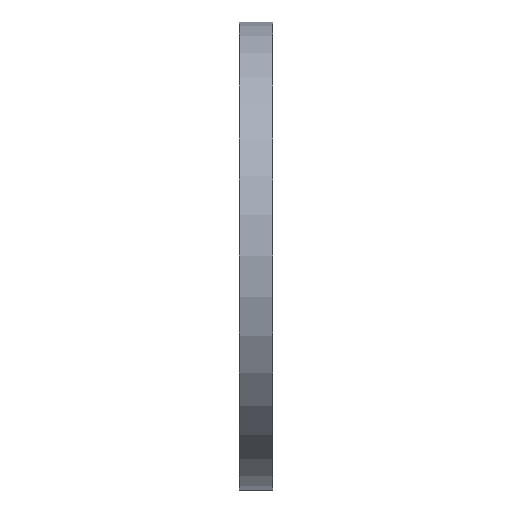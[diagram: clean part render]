
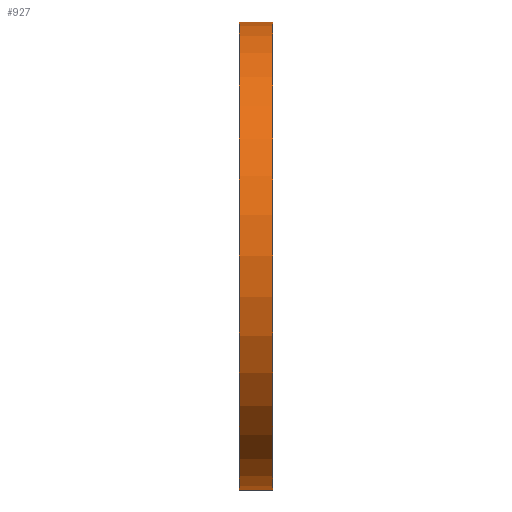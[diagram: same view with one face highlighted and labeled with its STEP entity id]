
A CAD part, left-side view. The second image highlights one B-rep face of the part: STEP entity #927.
In plain terms, the highlighted cylindrical face has radius 50 mm (diameter 100 mm), a partial arc.
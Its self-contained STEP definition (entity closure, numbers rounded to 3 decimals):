
#13 = FACE_OUTER_BOUND ( 'NONE', #1363, .T. ) ;
#120 = AXIS2_PLACEMENT_3D ( 'NONE', #668, #1053, #1178 ) ;
#226 = ORIENTED_EDGE ( 'NONE', *, *, #1117, .T. ) ;
#240 = CARTESIAN_POINT ( 'NONE',  ( 0., 7.25, 0. ) ) ;
#242 = DIRECTION ( 'NONE',  ( 0., 1., 0. ) ) ;
#244 = DIRECTION ( 'NONE',  ( 0., 0., 1. ) ) ;
#257 = VERTEX_POINT ( 'NONE', #915 ) ;
#271 = DIRECTION ( 'NONE',  ( 0., -1., 0. ) ) ;
#288 = VECTOR ( 'NONE', #1151, 1000. ) ;
#320 = VERTEX_POINT ( 'NONE', #1097 ) ;
#334 = CARTESIAN_POINT ( 'NONE',  ( 0., 7.25, 0. ) ) ;
#363 = DIRECTION ( 'NONE',  ( 0., -1., 0. ) ) ;
#370 = DIRECTION ( 'NONE',  ( 0., 0., -1. ) ) ;
#521 = EDGE_CURVE ( 'NONE', #1189, #818, #1147, .T. ) ;
#566 = VECTOR ( 'NONE', #271, 1000. ) ;
#606 = LINE ( 'NONE', #847, #566 ) ;
#642 = CYLINDRICAL_SURFACE ( 'NONE', #1256, 50. ) ;
#668 = CARTESIAN_POINT ( 'NONE',  ( 0., 0., 0. ) ) ;
#671 = ORIENTED_EDGE ( 'NONE', *, *, #521, .T. ) ;
#688 = ORIENTED_EDGE ( 'NONE', *, *, #1374, .F. ) ;
#728 = EDGE_CURVE ( 'NONE', #320, #257, #1425, .T. ) ;
#818 = VERTEX_POINT ( 'NONE', #1348 ) ;
#847 = CARTESIAN_POINT ( 'NONE',  ( 0., 7.25, 50. ) ) ;
#915 = CARTESIAN_POINT ( 'NONE',  ( 0., 7.25, 50. ) ) ;
#920 = LINE ( 'NONE', #1086, #288 ) ;
#927 = ADVANCED_FACE ( 'NONE', ( #13 ), #642, .T. ) ;
#981 = CARTESIAN_POINT ( 'NONE',  ( 0., 0., -50. ) ) ;
#1053 = DIRECTION ( 'NONE',  ( 0., 1., 0. ) ) ;
#1086 = CARTESIAN_POINT ( 'NONE',  ( 0., 7.25, -50. ) ) ;
#1097 = CARTESIAN_POINT ( 'NONE',  ( 0., 7.25, -50. ) ) ;
#1117 = EDGE_CURVE ( 'NONE', #320, #1189, #920, .T. ) ;
#1147 = CIRCLE ( 'NONE', #120, 50. ) ;
#1151 = DIRECTION ( 'NONE',  ( 0., -1., 0. ) ) ;
#1178 = DIRECTION ( 'NONE',  ( 0., 0., 1. ) ) ;
#1189 = VERTEX_POINT ( 'NONE', #981 ) ;
#1247 = ORIENTED_EDGE ( 'NONE', *, *, #728, .F. ) ;
#1256 = AXIS2_PLACEMENT_3D ( 'NONE', #334, #363, #370 ) ;
#1348 = CARTESIAN_POINT ( 'NONE',  ( 0., 0., 50. ) ) ;
#1363 = EDGE_LOOP ( 'NONE', ( #688, #1247, #226, #671 ) ) ;
#1374 = EDGE_CURVE ( 'NONE', #257, #818, #606, .T. ) ;
#1409 = AXIS2_PLACEMENT_3D ( 'NONE', #240, #242, #244 ) ;
#1425 = CIRCLE ( 'NONE', #1409, 50. ) ;
